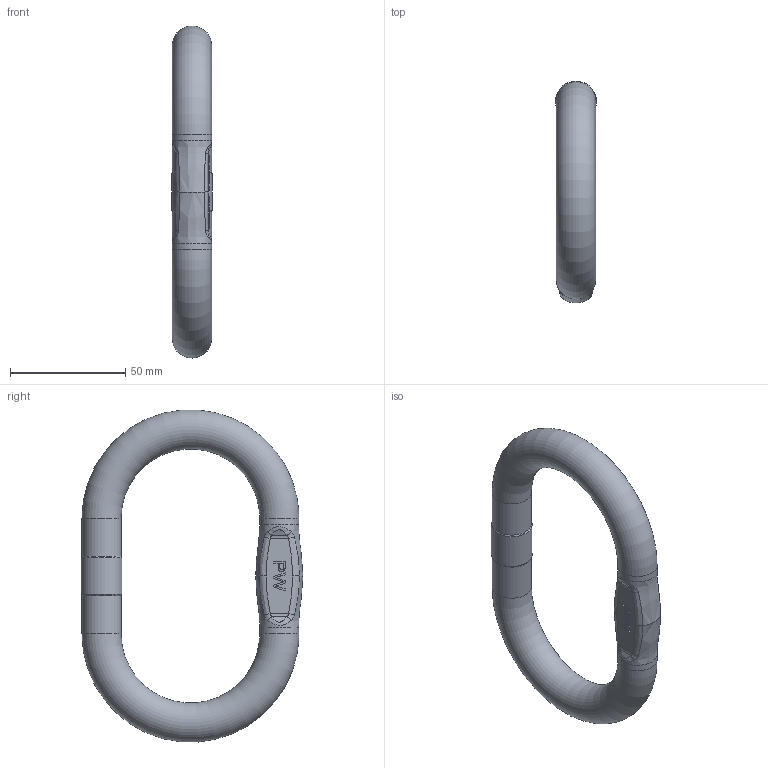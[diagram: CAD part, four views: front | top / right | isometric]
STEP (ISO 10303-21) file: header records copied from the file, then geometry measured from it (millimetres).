
FILE_DESCRIPTION(/* description */ (''),/* implementation_level */ '2;1');
FILE_NAME(/* name */ 'AWP 16 Kundenmodell.stp',/* time_stamp */ '2022-08-25T16:47:20+02:00',/* author */ (''),/* organization */ (''),/* preprocessor_version */ 'ST-DEVELOPER v16',/* originating_system */ 'SIEMENS PLM Software NX 11.0',/* authorisation */ '');
FILE_SCHEMA (('AUTOMOTIVE_DESIGN { 1 0 10303 214 3 1 1 1 }'));
Length unit declared in the file: millimetre
Products named in the file (1): baf06442CD45tpv
Bounding box: 17.7 x 96.04 x 143.77 mm (x, y, z)
Volume: 78443.7 mm3; surface area: 18559.2 mm2
Topology: 1 solids, 1 shells, 140 faces, 351 edges, 225 vertices
Faces by surface type: plane 72, extrusion 33, bspline 22, cylinder 9, torus 2, cone 2
Full cylindrical faces by diameter (mm): 17 x4, 17.7 x1
Entity records: 5732 total; most frequent: CARTESIAN_POINT 2827, ORIENTED_EDGE 670, DIRECTION 398, EDGE_CURVE 335, VERTEX_POINT 220, B_SPLINE_CURVE_WITH_KNOTS 199, VECTOR 178, EDGE_LOOP 165
